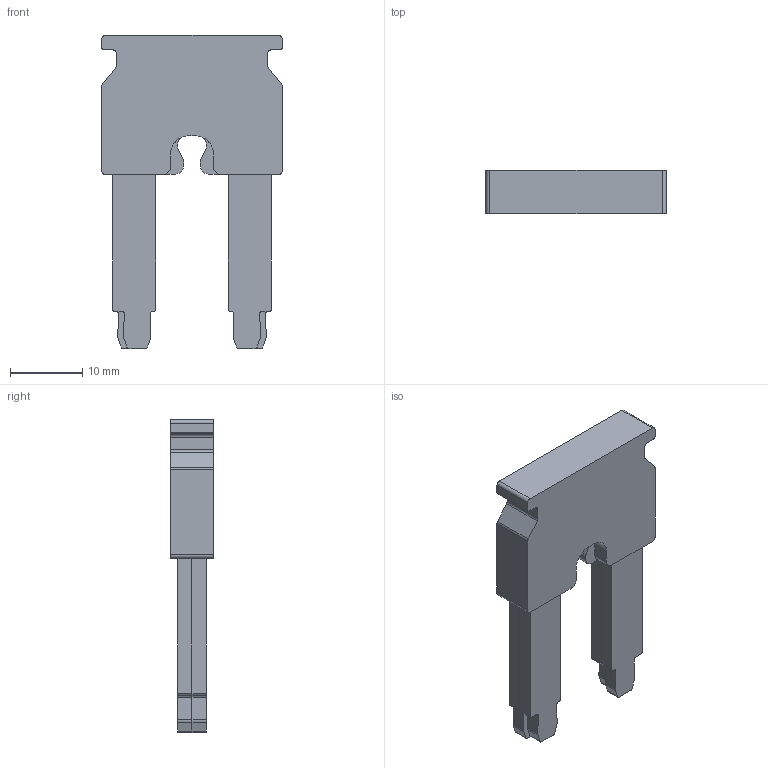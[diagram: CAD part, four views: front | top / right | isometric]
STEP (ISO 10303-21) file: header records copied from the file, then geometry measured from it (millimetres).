
FILE_DESCRIPTION(('CATIA V5R22 STEP214','CAx-IF Rec.Pracs.--- Model Styling and Organization---1.4--- 2014-01-23'),'2;1');
FILE_NAME ('020198-4_0', '2021-05-06T09:17:43+00:00', ('Weidmueller Interface'), ('Weidmueller'), 'CATIA Version 5-6 Release 2016 SP3 HF44', 'CATIA V5 STEP AP214', 'none');
FILE_SCHEMA(('AUTOMOTIVE_DESIGN { 1 0 10303 214 1 1 1 1 }'));
Length unit declared in the file: millimetre
Products named in the file (1): 28693_ZQV_35-2...
Bounding box: 25 x 6 x 43.44 mm (x, y, z)
Volume: 3706.9 mm3; surface area: 3037.6 mm2
Topology: 5 solids, 5 shells, 138 faces, 380 edges, 252 vertices
Faces by surface type: plane 78, cylinder 60
Entity records: 4184 total; most frequent: ORIENTED_EDGE 760, CARTESIAN_POINT 743, DIRECTION 600, EDGE_CURVE 380, VECTOR 260, LINE 260, VERTEX_POINT 252, AXIS2_PLACEMENT_3D 231
